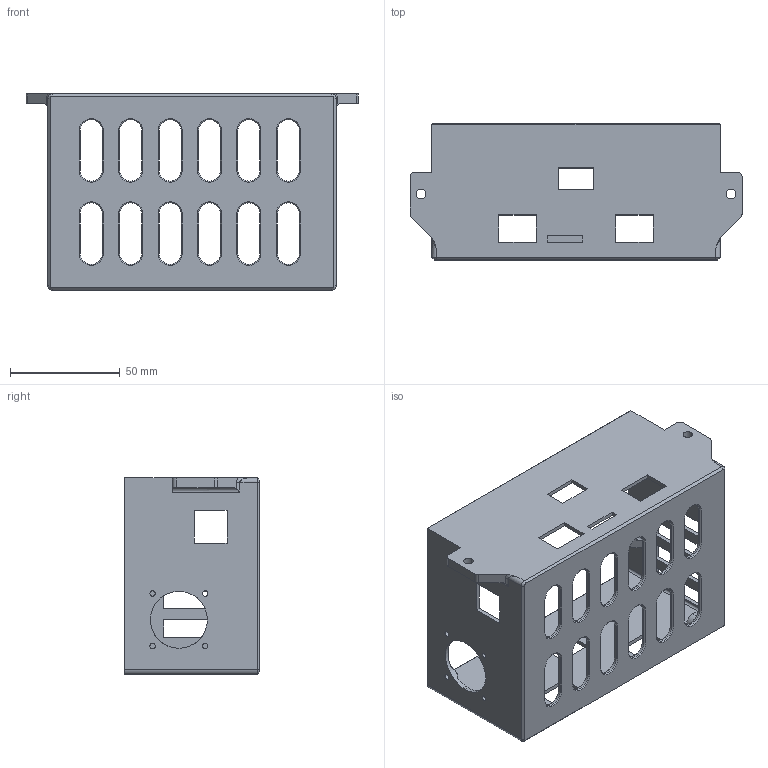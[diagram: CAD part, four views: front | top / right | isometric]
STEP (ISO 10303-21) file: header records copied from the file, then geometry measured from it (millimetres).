
FILE_DESCRIPTION (( 'STEP AP203' ), '1' );
FILE_NAME ('3D打印机控制板MKS Gen_L V2.0安装盒.STEP', '2021-09-03T10:25:34', ( '' ), ( '' ), 'SwSTEP 2.0', 'SolidWorks 2018', '' );
FILE_SCHEMA (( 'CONFIG_CONTROL_DESIGN' ));
Length unit declared in the file: millimetre
Products named in the file (1): 3D打印机控制板MKS Gen_L V2.0安装盒
Bounding box: 151.6 x 62 x 89.6 mm (x, y, z)
Volume: 63530 mm3; surface area: 68915.6 mm2
Topology: 1 solids, 1 shells, 401 faces, 1028 edges, 635 vertices
Faces by surface type: plane 189, cylinder 110, cone 98, sphere 2, bspline 2
Entity records: 12418 total; most frequent: CARTESIAN_POINT 2421, DIRECTION 2083, ORIENTED_EDGE 2052, EDGE_CURVE 1026, AXIS2_PLACEMENT_3D 713, VECTOR 657, LINE 657, VERTEX_POINT 635
